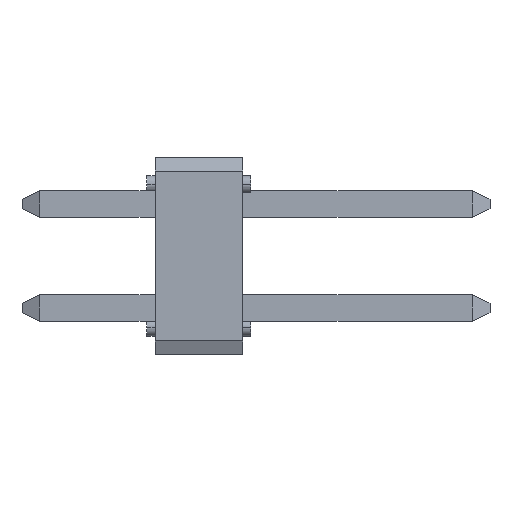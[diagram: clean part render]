
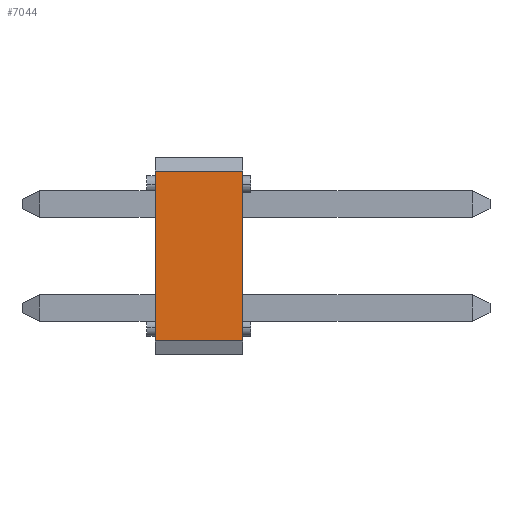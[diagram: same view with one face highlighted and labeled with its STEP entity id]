
A CAD part, front view. The second image highlights one B-rep face of the part: STEP entity #7044.
In plain terms, the highlighted planar face has unit normal (0, -1, 0).
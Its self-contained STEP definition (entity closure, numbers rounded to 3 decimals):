
#734=DIRECTION('',(1.,0.,0.));
#735=VECTOR('',#734,2.14);
#736=CARTESIAN_POINT('',(0.,-20.32,-2.075));
#737=LINE('2983',#736,#735);
#742=DIRECTION('',(0.,0.,1.));
#743=VECTOR('',#742,4.15);
#744=CARTESIAN_POINT('',(0.,-20.32,-2.075));
#745=LINE('2618',#744,#743);
#746=DIRECTION('',(1.,0.,0.));
#747=VECTOR('',#746,2.14);
#748=CARTESIAN_POINT('',(0.,-20.32,2.075));
#749=LINE('2984',#748,#747);
#750=DIRECTION('',(0.,0.,-1.));
#751=VECTOR('',#750,4.15);
#752=CARTESIAN_POINT('',(2.14,-20.32,2.075));
#753=LINE('2752',#752,#751);
#5140=CARTESIAN_POINT('',(0.,-20.32,2.075));
#5141=VERTEX_POINT('',#5140);
#5142=CARTESIAN_POINT('',(0.,-20.32,-2.075));
#5143=VERTEX_POINT('',#5142);
#5272=CARTESIAN_POINT('',(2.14,-20.32,-2.075));
#5273=VERTEX_POINT('',#5272);
#5274=CARTESIAN_POINT('',(2.14,-20.32,2.075));
#5275=VERTEX_POINT('',#5274);
#7031=CARTESIAN_POINT('',(1.07,-20.32,0.));
#7032=DIRECTION('',(0.,1.,0.));
#7033=DIRECTION('',(0.,0.,-1.));
#7034=AXIS2_PLACEMENT_3D('',#7031,#7032,#7033);
#7035=PLANE('3340',#7034);
#7036=ORIENTED_EDGE('2983',*,*,#7023,.F.);
#7037=ORIENTED_EDGE('2618',*,*,#6633,.T.);
#7039=ORIENTED_EDGE('2984',*,*,#7038,.T.);
#7041=ORIENTED_EDGE('2752',*,*,#7040,.T.);
#7042=EDGE_LOOP('3340',(#7036,#7037,#7039,#7041));
#7043=FACE_OUTER_BOUND('3340',#7042,.F.);
#6633=EDGE_CURVE('2618',#5143,#5141,#745,.T.);
#7023=EDGE_CURVE('2983',#5143,#5273,#737,.T.);
#7038=EDGE_CURVE('2984',#5141,#5275,#749,.T.);
#7040=EDGE_CURVE('2752',#5275,#5273,#753,.T.);
#7044=ADVANCED_FACE('3340',(#7043),#7035,.F.);
